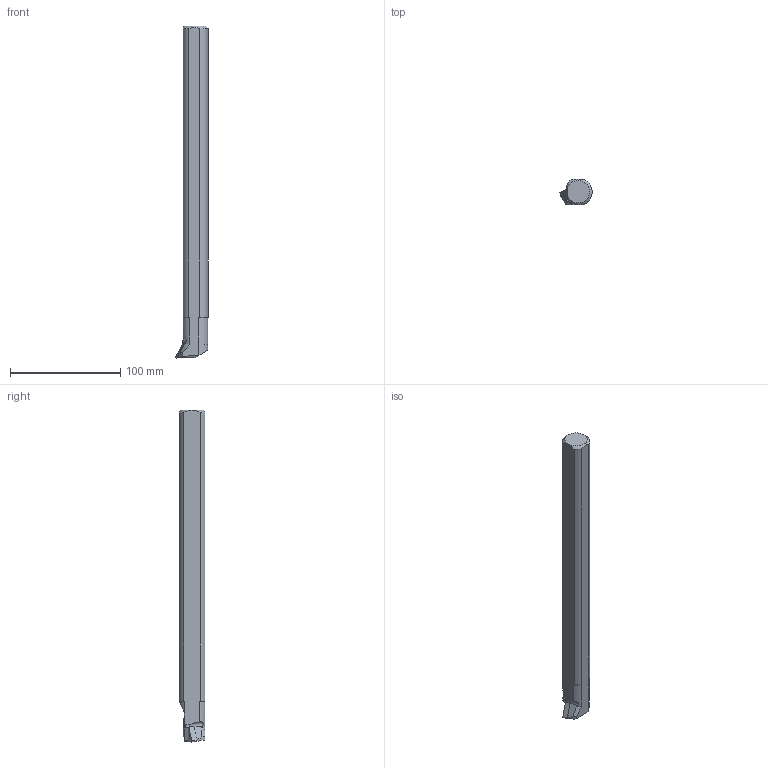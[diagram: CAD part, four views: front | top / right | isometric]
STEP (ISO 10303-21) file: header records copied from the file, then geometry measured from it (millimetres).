
FILE_DESCRIPTION(/* description */ (''),/* implementation_level */ '2;1');
FILE_NAME(/* name */ '1527590258741.stp',/* time_stamp */ '2018-05-29T12:37:42+02:00',/* author */ (''),/* organization */ ('SMS'),/* preprocessor_version */ 'ST-DEVELOPER v15',/* originating_system */ 'SIEMENS PLM Software NX 8.5',/* authorisation */ '');
FILE_SCHEMA (('AUTOMOTIVE_DESIGN { 1 0 10303 214 3 1 1 1 }'));
Length unit declared in the file: millimetre
Products named in the file (4): ASSEMBLY_CONSTRUCTION; IsoTurningInsert; 201674035mod000_00; 201679104mod000_00
Assembly tree (3 placements, depth 2):
  201679104mod000_00
    201674035mod000_00
    IsoTurningInsert
    ASSEMBLY_CONSTRUCTION
Bounding box: 29.33 x 23 x 301.22 mm (x, y, z)
Volume: 132644.5 mm3; surface area: 24161.7 mm2
Topology: 2 solids, 2 shells, 50 faces, 136 edges, 98 vertices
Faces by surface type: plane 24, cylinder 20, cone 6
Full cylindrical faces by diameter (mm): 3.81 x1
Entity records: 1855 total; most frequent: CARTESIAN_POINT 399, DIRECTION 283, ORIENTED_EDGE 268, EDGE_CURVE 134, AXIS2_PLACEMENT_3D 108, VERTEX_POINT 90, LINE 67, VECTOR 67
